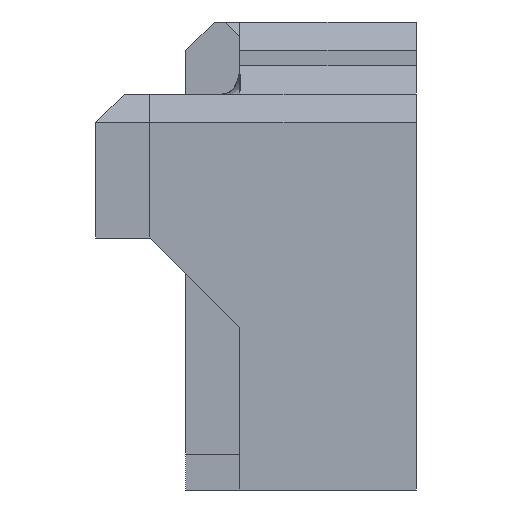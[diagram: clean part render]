
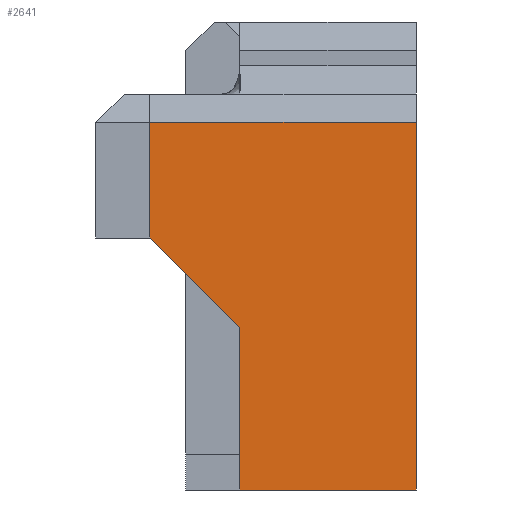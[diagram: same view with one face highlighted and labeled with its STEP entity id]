
A CAD part, front view. The second image highlights one B-rep face of the part: STEP entity #2641.
In plain terms, the highlighted planar face has unit normal (0, -1, 0).
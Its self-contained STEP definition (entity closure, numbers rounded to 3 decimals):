
#411 = PLANE('',#412);
#412 = AXIS2_PLACEMENT_3D('',#413,#414,#415);
#413 = CARTESIAN_POINT('',(1.905,0.,-1.27));
#414 = DIRECTION('',(-1.,0.,0.));
#415 = DIRECTION('',(0.,0.,1.));
#828 = PLANE('',#829);
#829 = AXIS2_PLACEMENT_3D('',#830,#831,#832);
#830 = CARTESIAN_POINT('',(8.128,0.,12.7));
#831 = DIRECTION('',(1.,0.,0.));
#832 = DIRECTION('',(0.,0.,-1.));
#1421 = PLANE('',#1422);
#1422 = AXIS2_PLACEMENT_3D('',#1423,#1424,#1425);
#1423 = CARTESIAN_POINT('',(1.905,0.,4.445));
#1424 = DIRECTION('',(-0.707,0.,
    -0.707));
#1425 = DIRECTION('',(-0.707,0.,0.707)
  );
#1714 = VERTEX_POINT('',#1715);
#1715 = CARTESIAN_POINT('',(1.905,-2.54,-1.27));
#1729 = PLANE('',#1730);
#1730 = AXIS2_PLACEMENT_3D('',#1731,#1732,#1733);
#1731 = CARTESIAN_POINT('',(8.128,0.,-1.27));
#1732 = DIRECTION('',(-0.,0.,-1.));
#1733 = DIRECTION('',(-1.,0.,0.));
#1741 = EDGE_CURVE('',#1714,#1742,#1744,.T.);
#1742 = VERTEX_POINT('',#1743);
#1743 = CARTESIAN_POINT('',(1.905,-2.54,4.445));
#1744 = SURFACE_CURVE('',#1745,(#1749,#1756),.PCURVE_S1.);
#1745 = LINE('',#1746,#1747);
#1746 = CARTESIAN_POINT('',(1.905,-2.54,-1.27));
#1747 = VECTOR('',#1748,1.);
#1748 = DIRECTION('',(0.,0.,1.));
#1749 = PCURVE('',#411,#1750);
#1750 = DEFINITIONAL_REPRESENTATION('',(#1751),#1755);
#1751 = LINE('',#1752,#1753);
#1752 = CARTESIAN_POINT('',(0.,-2.54));
#1753 = VECTOR('',#1754,1.);
#1754 = DIRECTION('',(1.,0.));
#1755 = ( GEOMETRIC_REPRESENTATION_CONTEXT(2) 
PARAMETRIC_REPRESENTATION_CONTEXT() REPRESENTATION_CONTEXT('2D SPACE',''
  ) );
#1756 = PCURVE('',#1757,#1762);
#1757 = PLANE('',#1758);
#1758 = AXIS2_PLACEMENT_3D('',#1759,#1760,#1761);
#1759 = CARTESIAN_POINT('',(4.075,-2.54,6.218));
#1760 = DIRECTION('',(0.,1.,0.));
#1761 = DIRECTION('',(0.,0.,1.));
#1762 = DEFINITIONAL_REPRESENTATION('',(#1763),#1767);
#1763 = LINE('',#1764,#1765);
#1764 = CARTESIAN_POINT('',(-7.488,-2.17));
#1765 = VECTOR('',#1766,1.);
#1766 = DIRECTION('',(1.,0.));
#1767 = ( GEOMETRIC_REPRESENTATION_CONTEXT(2) 
PARAMETRIC_REPRESENTATION_CONTEXT() REPRESENTATION_CONTEXT('2D SPACE',''
  ) );
#1997 = VERTEX_POINT('',#1998);
#1998 = CARTESIAN_POINT('',(8.128,-2.54,11.7));
#2012 = PLANE('',#2013);
#2013 = AXIS2_PLACEMENT_3D('',#2014,#2015,#2016);
#2014 = CARTESIAN_POINT('',(8.128,-2.04,12.2));
#2015 = DIRECTION('',(0.,0.707,-0.707));
#2016 = DIRECTION('',(1.,-0.,0.));
#2024 = EDGE_CURVE('',#1997,#2025,#2027,.T.);
#2025 = VERTEX_POINT('',#2026);
#2026 = CARTESIAN_POINT('',(8.128,-2.54,-1.27));
#2027 = SURFACE_CURVE('',#2028,(#2032,#2039),.PCURVE_S1.);
#2028 = LINE('',#2029,#2030);
#2029 = CARTESIAN_POINT('',(8.128,-2.54,12.7));
#2030 = VECTOR('',#2031,1.);
#2031 = DIRECTION('',(0.,0.,-1.));
#2032 = PCURVE('',#828,#2033);
#2033 = DEFINITIONAL_REPRESENTATION('',(#2034),#2038);
#2034 = LINE('',#2035,#2036);
#2035 = CARTESIAN_POINT('',(0.,-2.54));
#2036 = VECTOR('',#2037,1.);
#2037 = DIRECTION('',(1.,0.));
#2038 = ( GEOMETRIC_REPRESENTATION_CONTEXT(2) 
PARAMETRIC_REPRESENTATION_CONTEXT() REPRESENTATION_CONTEXT('2D SPACE',''
  ) );
#2039 = PCURVE('',#1757,#2040);
#2040 = DEFINITIONAL_REPRESENTATION('',(#2041),#2045);
#2041 = LINE('',#2042,#2043);
#2042 = CARTESIAN_POINT('',(6.482,4.053));
#2043 = VECTOR('',#2044,1.);
#2044 = DIRECTION('',(-1.,0.));
#2045 = ( GEOMETRIC_REPRESENTATION_CONTEXT(2) 
PARAMETRIC_REPRESENTATION_CONTEXT() REPRESENTATION_CONTEXT('2D SPACE',''
  ) );
#2309 = EDGE_CURVE('',#1742,#2310,#2312,.T.);
#2310 = VERTEX_POINT('',#2311);
#2311 = CARTESIAN_POINT('',(-1.27,-2.54,7.62));
#2312 = SURFACE_CURVE('',#2313,(#2317,#2324),.PCURVE_S1.);
#2313 = LINE('',#2314,#2315);
#2314 = CARTESIAN_POINT('',(1.905,-2.54,4.445));
#2315 = VECTOR('',#2316,1.);
#2316 = DIRECTION('',(-0.707,0.,0.707)
  );
#2317 = PCURVE('',#1421,#2318);
#2318 = DEFINITIONAL_REPRESENTATION('',(#2319),#2323);
#2319 = LINE('',#2320,#2321);
#2320 = CARTESIAN_POINT('',(0.,-2.54));
#2321 = VECTOR('',#2322,1.);
#2322 = DIRECTION('',(1.,0.));
#2323 = ( GEOMETRIC_REPRESENTATION_CONTEXT(2) 
PARAMETRIC_REPRESENTATION_CONTEXT() REPRESENTATION_CONTEXT('2D SPACE',''
  ) );
#2324 = PCURVE('',#1757,#2325);
#2325 = DEFINITIONAL_REPRESENTATION('',(#2326),#2330);
#2326 = LINE('',#2327,#2328);
#2327 = CARTESIAN_POINT('',(-1.773,-2.17));
#2328 = VECTOR('',#2329,1.);
#2329 = DIRECTION('',(0.707,-0.707));
#2330 = ( GEOMETRIC_REPRESENTATION_CONTEXT(2) 
PARAMETRIC_REPRESENTATION_CONTEXT() REPRESENTATION_CONTEXT('2D SPACE',''
  ) );
#2550 = EDGE_CURVE('',#2025,#1714,#2551,.T.);
#2551 = SURFACE_CURVE('',#2552,(#2556,#2563),.PCURVE_S1.);
#2552 = LINE('',#2553,#2554);
#2553 = CARTESIAN_POINT('',(8.128,-2.54,-1.27));
#2554 = VECTOR('',#2555,1.);
#2555 = DIRECTION('',(-1.,0.,0.));
#2556 = PCURVE('',#1729,#2557);
#2557 = DEFINITIONAL_REPRESENTATION('',(#2558),#2562);
#2558 = LINE('',#2559,#2560);
#2559 = CARTESIAN_POINT('',(0.,-2.54));
#2560 = VECTOR('',#2561,1.);
#2561 = DIRECTION('',(1.,0.));
#2562 = ( GEOMETRIC_REPRESENTATION_CONTEXT(2) 
PARAMETRIC_REPRESENTATION_CONTEXT() REPRESENTATION_CONTEXT('2D SPACE',''
  ) );
#2563 = PCURVE('',#1757,#2564);
#2564 = DEFINITIONAL_REPRESENTATION('',(#2565),#2569);
#2565 = LINE('',#2566,#2567);
#2566 = CARTESIAN_POINT('',(-7.488,4.053));
#2567 = VECTOR('',#2568,1.);
#2568 = DIRECTION('',(0.,-1.));
#2569 = ( GEOMETRIC_REPRESENTATION_CONTEXT(2) 
PARAMETRIC_REPRESENTATION_CONTEXT() REPRESENTATION_CONTEXT('2D SPACE',''
  ) );
#2641 = ADVANCED_FACE('',(#2642),#1757,.F.);
#2642 = FACE_BOUND('',#2643,.F.);
#2643 = EDGE_LOOP('',(#2644,#2672,#2693,#2694,#2695,#2696));
#2644 = ORIENTED_EDGE('',*,*,#2645,.T.);
#2645 = EDGE_CURVE('',#2310,#2646,#2648,.T.);
#2646 = VERTEX_POINT('',#2647);
#2647 = CARTESIAN_POINT('',(-1.27,-2.54,11.7));
#2648 = SURFACE_CURVE('',#2649,(#2653,#2660),.PCURVE_S1.);
#2649 = LINE('',#2650,#2651);
#2650 = CARTESIAN_POINT('',(-1.27,-2.54,7.62));
#2651 = VECTOR('',#2652,1.);
#2652 = DIRECTION('',(0.,0.,1.));
#2653 = PCURVE('',#1757,#2654);
#2654 = DEFINITIONAL_REPRESENTATION('',(#2655),#2659);
#2655 = LINE('',#2656,#2657);
#2656 = CARTESIAN_POINT('',(1.402,-5.345));
#2657 = VECTOR('',#2658,1.);
#2658 = DIRECTION('',(1.,0.));
#2659 = ( GEOMETRIC_REPRESENTATION_CONTEXT(2) 
PARAMETRIC_REPRESENTATION_CONTEXT() REPRESENTATION_CONTEXT('2D SPACE',''
  ) );
#2660 = PCURVE('',#2661,#2666);
#2661 = PLANE('',#2662);
#2662 = AXIS2_PLACEMENT_3D('',#2663,#2664,#2665);
#2663 = CARTESIAN_POINT('',(-1.27,-2.54,7.62));
#2664 = DIRECTION('',(0.,1.,0.));
#2665 = DIRECTION('',(0.,0.,1.));
#2666 = DEFINITIONAL_REPRESENTATION('',(#2667),#2671);
#2667 = LINE('',#2668,#2669);
#2668 = CARTESIAN_POINT('',(0.,0.));
#2669 = VECTOR('',#2670,1.);
#2670 = DIRECTION('',(1.,0.));
#2671 = ( GEOMETRIC_REPRESENTATION_CONTEXT(2) 
PARAMETRIC_REPRESENTATION_CONTEXT() REPRESENTATION_CONTEXT('2D SPACE',''
  ) );
#2672 = ORIENTED_EDGE('',*,*,#2673,.F.);
#2673 = EDGE_CURVE('',#1997,#2646,#2674,.T.);
#2674 = SURFACE_CURVE('',#2675,(#2679,#2686),.PCURVE_S1.);
#2675 = LINE('',#2676,#2677);
#2676 = CARTESIAN_POINT('',(8.128,-2.54,11.7));
#2677 = VECTOR('',#2678,1.);
#2678 = DIRECTION('',(-1.,-0.,-0.));
#2679 = PCURVE('',#1757,#2680);
#2680 = DEFINITIONAL_REPRESENTATION('',(#2681),#2685);
#2681 = LINE('',#2682,#2683);
#2682 = CARTESIAN_POINT('',(5.482,4.053));
#2683 = VECTOR('',#2684,1.);
#2684 = DIRECTION('',(-0.,-1.));
#2685 = ( GEOMETRIC_REPRESENTATION_CONTEXT(2) 
PARAMETRIC_REPRESENTATION_CONTEXT() REPRESENTATION_CONTEXT('2D SPACE',''
  ) );
#2686 = PCURVE('',#2012,#2687);
#2687 = DEFINITIONAL_REPRESENTATION('',(#2688),#2692);
#2688 = LINE('',#2689,#2690);
#2689 = CARTESIAN_POINT('',(-0.,0.707));
#2690 = VECTOR('',#2691,1.);
#2691 = DIRECTION('',(-1.,0.));
#2692 = ( GEOMETRIC_REPRESENTATION_CONTEXT(2) 
PARAMETRIC_REPRESENTATION_CONTEXT() REPRESENTATION_CONTEXT('2D SPACE',''
  ) );
#2693 = ORIENTED_EDGE('',*,*,#2024,.T.);
#2694 = ORIENTED_EDGE('',*,*,#2550,.T.);
#2695 = ORIENTED_EDGE('',*,*,#1741,.T.);
#2696 = ORIENTED_EDGE('',*,*,#2309,.T.);
